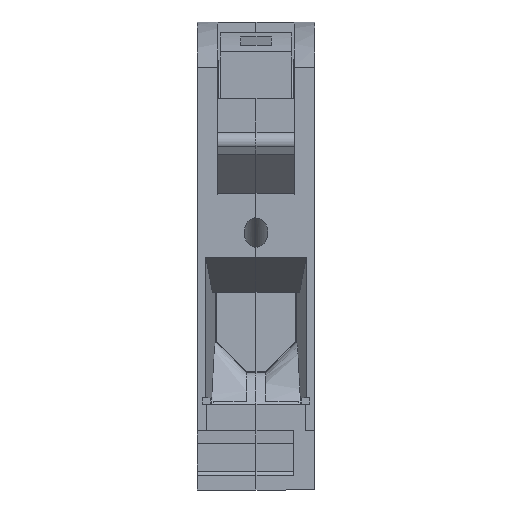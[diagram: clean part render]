
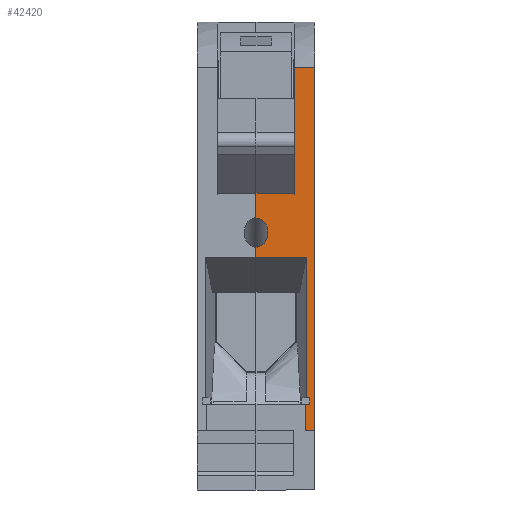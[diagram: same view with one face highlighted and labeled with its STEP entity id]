
A CAD part, front view. The second image highlights one B-rep face of the part: STEP entity #42420.
In plain terms, the highlighted face is planar.
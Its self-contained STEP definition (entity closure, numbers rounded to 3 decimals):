
#5330=CARTESIAN_POINT('',(-46.13,-4.161,
27.));
#5340=VERTEX_POINT('',#5330);
#5510=CARTESIAN_POINT('',(-46.13,-9.846,
27.));
#5520=VERTEX_POINT('',#5510);
#5550=CARTESIAN_POINT('',(-46.13,0.,
27.));
#5560=DIRECTION('',(0.,1.,0.));
#5570=VECTOR('',#5560,1.);
#5580=LINE('',#5550,#5570);
#5590=EDGE_CURVE('',#5520,#5340,#5580,.T.);
#9420=CARTESIAN_POINT('',(-46.13,-9.846,
50.));
#9430=DIRECTION('',(0.,0.,-1.));
#9440=VECTOR('',#9430,1.);
#9450=LINE('',#9420,#9440);
#17920=CARTESIAN_POINT('',(-46.13,-41.126,
26.757));
#17930=VERTEX_POINT('',#17920);
#17960=CARTESIAN_POINT('',(-46.13,0.,
26.757));
#17970=DIRECTION('',(0.,1.,0.));
#17980=VECTOR('',#17970,1.);
#17990=LINE('',#17960,#17980);
#18000=CARTESIAN_POINT('',(-46.13,-11.246,
26.757));
#18010=VERTEX_POINT('',#18000);
#18020=EDGE_CURVE('',#17930,#18010,#17990,.T.);
#18550=CARTESIAN_POINT('',(-46.13,-11.246,
26.));
#18560=VERTEX_POINT('',#18550);
#18590=CARTESIAN_POINT('',(-46.13,0.,
26.));
#18600=DIRECTION('',(0.,-1.,0.));
#18610=VECTOR('',#18600,1.);
#18620=LINE('',#18590,#18610);
#18630=CARTESIAN_POINT('',(-46.13,-9.846,
26.));
#18640=VERTEX_POINT('',#18630);
#18650=EDGE_CURVE('',#18640,#18560,#18620,.T.);
#19190=CARTESIAN_POINT('',(-46.13,-11.246,
50.));
#19200=DIRECTION('',(0.,0.,-1.));
#19210=VECTOR('',#19200,1.);
#19220=LINE('',#19190,#19210);
#19230=EDGE_CURVE('',#18010,#18560,#19220,.T.);
#25930=CARTESIAN_POINT('',(-46.13,-41.126,
50.));
#25940=DIRECTION('',(0.,0.,-1.));
#25950=VECTOR('',#25940,1.);
#25960=LINE('',#25930,#25950);
#25970=CARTESIAN_POINT('',(-46.13,-41.126,
37.5));
#25980=VERTEX_POINT('',#25970);
#28050=EDGE_CURVE('',#25980,#17930,#25960,.T.);
#28250=EDGE_CURVE('',#5520,#18640,#9450,.T.);
#29240=CARTESIAN_POINT('',(-46.13,-4.161,
25.));
#29250=VERTEX_POINT('',#29240);
#29280=CARTESIAN_POINT('',(-46.13,0.,
25.));
#29290=DIRECTION('',(0.,1.,0.));
#29300=VECTOR('',#29290,1.);
#29310=LINE('',#29280,#29300);
#29320=CARTESIAN_POINT('',(-46.13,-81.617,
25.));
#29330=VERTEX_POINT('',#29320);
#29340=EDGE_CURVE('',#29330,#29250,#29310,.T.);
#40500=CARTESIAN_POINT('',(-46.13,-4.161,
50.));
#40510=DIRECTION('',(0.,0.,1.));
#40520=VECTOR('',#40510,1.);
#40530=LINE('',#40500,#40520);
#40540=EDGE_CURVE('',#29250,#5340,#40530,.T.);
#41840=CARTESIAN_POINT('',(-46.13,-81.617,
50.));
#41850=DIRECTION('',(1.,0.,0.));
#41860=DIRECTION('',(0.,-1.,0.));
#41870=AXIS2_PLACEMENT_3D('',#41840,#41850,#41860);
#41880=PLANE('',#41870);
#41890=ORIENTED_EDGE('',*,*,#5590,.T.);
#41900=ORIENTED_EDGE('',*,*,#28250,.F.);
#41910=ORIENTED_EDGE('',*,*,#18650,.F.);
#41920=ORIENTED_EDGE('',*,*,#19230,.T.);
#41930=ORIENTED_EDGE('',*,*,#18020,.T.);
#41940=ORIENTED_EDGE('',*,*,#28050,.T.);
#41950=CARTESIAN_POINT('',(-46.13,-49.182,
37.5));
#41960=DIRECTION('',(0.,1.,0.));
#41970=VECTOR('',#41960,1.);
#41980=LINE('',#41950,#41970);
#41990=CARTESIAN_POINT('',(-46.13,-43.323,
37.5));
#42000=VERTEX_POINT('',#41990);
#42010=EDGE_CURVE('',#42000,#25980,#41980,.T.);
#42020=ORIENTED_EDGE('',*,*,#42010,.T.);
#42030=CARTESIAN_POINT('',(-46.13,-46.436,
37.5));
#42040=DIRECTION('',(1.,0.,0.));
#42050=DIRECTION('',(0.,-1.,0.));
#42060=AXIS2_PLACEMENT_3D('',#42030,#42040,#42050);
#42070=ELLIPSE('',#42060,3.113,2.55);
#42080=CARTESIAN_POINT('',(-46.13,-49.549,
37.5));
#42090=VERTEX_POINT('',#42080);
#42100=EDGE_CURVE('',#42090,#42000,#42070,.T.);
#42110=ORIENTED_EDGE('',*,*,#42100,.T.);
#42120=CARTESIAN_POINT('',(-46.13,-54.848,
37.5));
#42130=VERTEX_POINT('',#42120);
#42140=EDGE_CURVE('',#42130,#42090,#41980,.T.);
#42150=ORIENTED_EDGE('',*,*,#42140,.T.);
#42160=CARTESIAN_POINT('',(-46.13,-54.848,
50.));
#42170=DIRECTION('',(0.,0.,1.));
#42180=VECTOR('',#42170,1.);
#42190=LINE('',#42160,#42180);
#42200=CARTESIAN_POINT('',(-46.13,-54.848,
29.35));
#42210=VERTEX_POINT('',#42200);
#42220=EDGE_CURVE('',#42210,#42130,#42190,.T.);
#42230=ORIENTED_EDGE('',*,*,#42220,.T.);
#42240=CARTESIAN_POINT('',(-46.13,0.,
29.35));
#42250=DIRECTION('',(0.,-1.,0.));
#42260=VECTOR('',#42250,1.);
#42270=LINE('',#42240,#42260);
#42280=CARTESIAN_POINT('',(-46.13,-81.617,
29.35));
#42290=VERTEX_POINT('',#42280);
#42300=EDGE_CURVE('',#42210,#42290,#42270,.T.);
#42310=ORIENTED_EDGE('',*,*,#42300,.F.);
#42320=CARTESIAN_POINT('',(-46.13,-81.617,
50.));
#42330=DIRECTION('',(0.,0.,-1.));
#42340=VECTOR('',#42330,1.);
#42350=LINE('',#42320,#42340);
#42360=EDGE_CURVE('',#42290,#29330,#42350,.T.);
#42370=ORIENTED_EDGE('',*,*,#42360,.F.);
#42380=ORIENTED_EDGE('',*,*,#29340,.F.);
#42390=ORIENTED_EDGE('',*,*,#40540,.F.);
#42400=EDGE_LOOP('',(#42390,#42380,#42370,#42310,#42230,#42150,#42110,
#42020,#41940,#41930,#41920,#41910,#41900,#41890));
#42410=FACE_OUTER_BOUND('',#42400,.T.);
#42420=ADVANCED_FACE('',(#42410),#41880,.F.);
